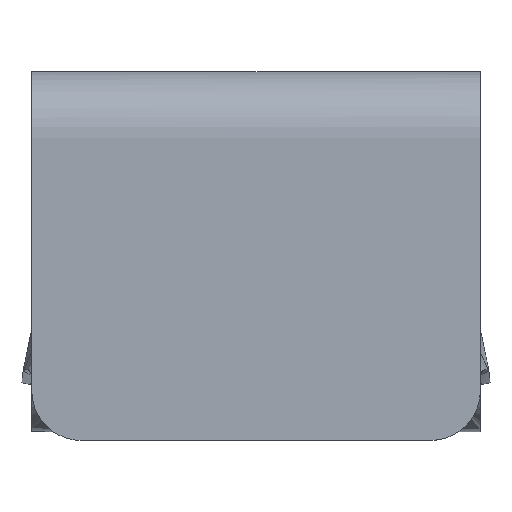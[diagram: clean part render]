
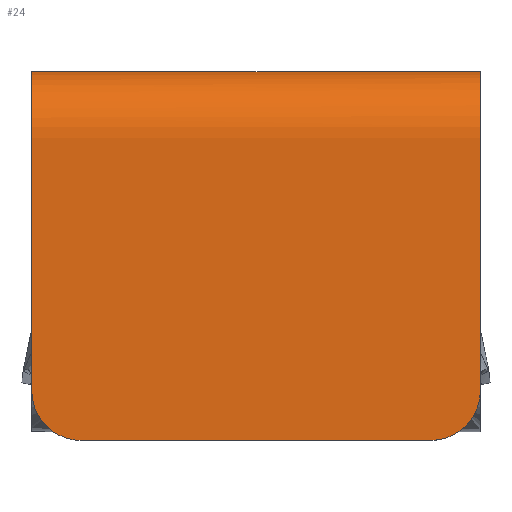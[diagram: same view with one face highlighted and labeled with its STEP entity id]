
A CAD part, top view. The second image highlights one B-rep face of the part: STEP entity #24.
In plain terms, the highlighted free-form (B-spline) face has degree [2, 1] with [13, 2] control points.
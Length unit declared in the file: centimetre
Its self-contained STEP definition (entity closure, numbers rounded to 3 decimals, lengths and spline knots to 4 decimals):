
#24=ADVANCED_FACE($,(#59),#475,.T.);
#59=FACE_OUTER_BOUND($,#94,.T.);
#94=EDGE_LOOP($,(#159,#160,#161,#162,#163,#164,#165,#166,#167,#168,#169,
#170));
#159=ORIENTED_EDGE($,*,*,#328,.T.);
#160=ORIENTED_EDGE($,*,*,#306,.T.);
#161=ORIENTED_EDGE($,*,*,#314,.T.);
#162=ORIENTED_EDGE($,*,*,#326,.T.);
#163=ORIENTED_EDGE($,*,*,#324,.T.);
#164=ORIENTED_EDGE($,*,*,#360,.F.);
#165=ORIENTED_EDGE($,*,*,#359,.F.);
#166=ORIENTED_EDGE($,*,*,#331,.T.);
#167=ORIENTED_EDGE($,*,*,#320,.T.);
#168=ORIENTED_EDGE($,*,*,#317,.T.);
#169=ORIENTED_EDGE($,*,*,#311,.T.);
#170=ORIENTED_EDGE($,*,*,#302,.T.);
#302=EDGE_CURVE($,#395,#393,#541,.T.);
#306=EDGE_CURVE($,#399,#398,#545,.T.);
#311=EDGE_CURVE($,#401,#395,#549,.T.);
#314=EDGE_CURVE($,#398,#403,#551,.T.);
#317=EDGE_CURVE($,#405,#401,#553,.T.);
#320=EDGE_CURVE($,#407,#405,#555,.T.);
#324=EDGE_CURVE($,#411,#408,#557,.T.);
#326=EDGE_CURVE($,#403,#411,#558,.T.);
#328=EDGE_CURVE($,#393,#399,#493,.T.);
#331=EDGE_CURVE($,#412,#407,#559,.T.);
#359=EDGE_CURVE($,#412,#437,#521,.T.);
#360=EDGE_CURVE($,#437,#408,#522,.T.);
#393=VERTEX_POINT($,#1872);
#395=VERTEX_POINT($,#1874);
#398=VERTEX_POINT($,#1877);
#399=VERTEX_POINT($,#1878);
#401=VERTEX_POINT($,#1880);
#403=VERTEX_POINT($,#1882);
#405=VERTEX_POINT($,#1884);
#407=VERTEX_POINT($,#1886);
#408=VERTEX_POINT($,#1887);
#411=VERTEX_POINT($,#1890);
#412=VERTEX_POINT($,#1891);
#437=VERTEX_POINT($,#1916);
#475=(
BOUNDED_SURFACE()
B_SPLINE_SURFACE(2,1,((#1340,#1341),(#1342,#1343),(#1344,#1345),(#1346,#1347),
(#1348,#1349),(#1350,#1351),(#1352,#1353),(#1354,#1355),(#1356,#1357),(#1358,
#1359),(#1360,#1361),(#1362,#1363),(#1364,#1365)),.UNSPECIFIED.,.F.,.F.,
.F.)
B_SPLINE_SURFACE_WITH_KNOTS((3,2,2,2,2,2,3),(2,2),(0.,363.8294,491.7773,
619.7252,891.2392,972.6034,1053.9676),(-0.0498,
49.8731),.UNSPECIFIED.)
GEOMETRIC_REPRESENTATION_ITEM()
RATIONAL_B_SPLINE_SURFACE(((1.,1.),(1.,1.),(1.,1.),(0.707,0.707),
(1.,1.),(0.707,0.707),(1.,1.),(1.,1.),(1.,1.),(0.838,
0.838),(1.,1.),(0.838,0.838),(1.,1.)))
REPRESENTATION_ITEM($)
SURFACE()
);
#493=B_SPLINE_CURVE_WITH_KNOTS($,1,(#811,#812),.UNSPECIFIED.,.F.,.F.,(2,
2),(-44.3233,-5.5),.UNSPECIFIED.);
#521=B_SPLINE_CURVE_WITH_KNOTS($,1,(#973,#974),.UNSPECIFIED.,.F.,.F.,(2,
2),(-249.1162,0.),.UNSPECIFIED.);
#522=B_SPLINE_CURVE_WITH_KNOTS($,1,(#975,#976),.UNSPECIFIED.,.F.,.F.,(2,
2),(0.,249.1162),.UNSPECIFIED.);
#541=(
BOUNDED_CURVE()
B_SPLINE_CURVE(2,(#679,#680,#681),.UNSPECIFIED.,.F.,.F.)
B_SPLINE_CURVE_WITH_KNOTS((3,3),(0.,1.),.UNSPECIFIED.)
CURVE()
GEOMETRIC_REPRESENTATION_ITEM()
RATIONAL_B_SPLINE_CURVE((1.,0.707,1.))
REPRESENTATION_ITEM($)
);
#545=(
BOUNDED_CURVE()
B_SPLINE_CURVE(2,(#693,#694,#695),.UNSPECIFIED.,.F.,.F.)
B_SPLINE_CURVE_WITH_KNOTS((3,3),(-1.,0.),.UNSPECIFIED.)
CURVE()
GEOMETRIC_REPRESENTATION_ITEM()
RATIONAL_B_SPLINE_CURVE((1.,0.707,1.))
REPRESENTATION_ITEM($)
);
#549=(
BOUNDED_CURVE()
B_SPLINE_CURVE(2,(#718,#719,#720,#721,#722),.UNSPECIFIED.,.F.,.F.)
B_SPLINE_CURVE_WITH_KNOTS((3,2,3),(-491.7773,-363.8294,-59.7331),
.UNSPECIFIED.)
CURVE()
GEOMETRIC_REPRESENTATION_ITEM()
RATIONAL_B_SPLINE_CURVE((1.,0.707,1.,1.,1.))
REPRESENTATION_ITEM($)
);
#551=(
BOUNDED_CURVE()
B_SPLINE_CURVE(2,(#737,#738,#739,#740,#741),.UNSPECIFIED.,.F.,.F.)
B_SPLINE_CURVE_WITH_KNOTS((3,2,3),(59.7331,363.8294,491.7773),
.UNSPECIFIED.)
CURVE()
GEOMETRIC_REPRESENTATION_ITEM()
RATIONAL_B_SPLINE_CURVE((1.,1.,1.,0.707,1.))
REPRESENTATION_ITEM($)
);
#553=(
BOUNDED_CURVE()
B_SPLINE_CURVE(2,(#755,#756,#757,#758,#759),.UNSPECIFIED.,.F.,.F.)
B_SPLINE_CURVE_WITH_KNOTS((3,2,3),(-891.2392,-619.7252,-491.7773),
.UNSPECIFIED.)
CURVE()
GEOMETRIC_REPRESENTATION_ITEM()
RATIONAL_B_SPLINE_CURVE((1.,1.,1.,0.707,1.))
REPRESENTATION_ITEM($)
);
#555=(
BOUNDED_CURVE()
B_SPLINE_CURVE(2,(#767,#768,#769),.UNSPECIFIED.,.F.,.F.)
B_SPLINE_CURVE_WITH_KNOTS((3,3),(-972.6034,-891.2392),.UNSPECIFIED.)
CURVE()
GEOMETRIC_REPRESENTATION_ITEM()
RATIONAL_B_SPLINE_CURVE((1.,0.838,1.))
REPRESENTATION_ITEM($)
);
#557=(
BOUNDED_CURVE()
B_SPLINE_CURVE(2,(#781,#782,#783),.UNSPECIFIED.,.F.,.F.)
B_SPLINE_CURVE_WITH_KNOTS((3,3),(972.6034,1053.9676),.UNSPECIFIED.)
CURVE()
GEOMETRIC_REPRESENTATION_ITEM()
RATIONAL_B_SPLINE_CURVE((1.,0.838,1.))
REPRESENTATION_ITEM($)
);
#558=(
BOUNDED_CURVE()
B_SPLINE_CURVE(2,(#800,#801,#802,#803,#804,#805,#806),.UNSPECIFIED.,.F.,
.F.)
B_SPLINE_CURVE_WITH_KNOTS((3,2,2,3),(491.7773,619.7252,891.2392,
972.6034),.UNSPECIFIED.)
CURVE()
GEOMETRIC_REPRESENTATION_ITEM()
RATIONAL_B_SPLINE_CURVE((1.,0.707,1.,1.,1.,0.838,
1.))
REPRESENTATION_ITEM($)
);
#559=(
BOUNDED_CURVE()
B_SPLINE_CURVE(2,(#822,#823,#824),.UNSPECIFIED.,.F.,.F.)
B_SPLINE_CURVE_WITH_KNOTS((3,3),(-1053.9676,-972.6034),.UNSPECIFIED.)
CURVE()
GEOMETRIC_REPRESENTATION_ITEM()
RATIONAL_B_SPLINE_CURVE((1.,0.838,1.))
REPRESENTATION_ITEM($)
);
#679=CARTESIAN_POINT($,(0.7857,4.9866,60.0264));
#680=CARTESIAN_POINT($,(0.7857,-0.5134,60.0264));
#681=CARTESIAN_POINT($,(6.2857,-0.5134,60.0264));
#693=CARTESIAN_POINT($,(45.109,-0.5134,60.0264));
#694=CARTESIAN_POINT($,(50.609,-0.5134,60.0264));
#695=CARTESIAN_POINT($,(50.609,4.9866,60.0264));
#718=CARTESIAN_POINT($,(0.7857,40.4866,52.5264));
#719=CARTESIAN_POINT($,(0.7857,40.4866,60.0264));
#720=CARTESIAN_POINT($,(0.7857,32.9866,60.0264));
#721=CARTESIAN_POINT($,(0.7857,18.9866,60.0264));
#722=CARTESIAN_POINT($,(0.7857,4.9866,60.0264));
#737=CARTESIAN_POINT($,(50.609,4.9866,60.0264));
#738=CARTESIAN_POINT($,(50.609,18.9866,60.0264));
#739=CARTESIAN_POINT($,(50.609,32.9866,60.0264));
#740=CARTESIAN_POINT($,(50.609,40.4866,60.0264));
#741=CARTESIAN_POINT($,(50.609,40.4866,52.5264));
#755=CARTESIAN_POINT($,(0.7857,7.9866,45.0264));
#756=CARTESIAN_POINT($,(0.7857,20.4866,45.0264));
#757=CARTESIAN_POINT($,(0.7857,32.9866,45.0264));
#758=CARTESIAN_POINT($,(0.7857,40.4866,45.0264));
#759=CARTESIAN_POINT($,(0.7857,40.4866,52.5264));
#767=CARTESIAN_POINT($,(0.7857,2.0469,41.1663));
#768=CARTESIAN_POINT($,(0.7857,3.7625,45.0264));
#769=CARTESIAN_POINT($,(0.7857,7.9866,45.0264));
#781=CARTESIAN_POINT($,(50.609,2.0469,41.1663));
#782=CARTESIAN_POINT($,(50.609,0.3313,37.3062));
#783=CARTESIAN_POINT($,(50.609,3.1619,34.1707));
#800=CARTESIAN_POINT($,(50.609,40.4866,52.5264));
#801=CARTESIAN_POINT($,(50.609,40.4866,45.0264));
#802=CARTESIAN_POINT($,(50.609,32.9866,45.0264));
#803=CARTESIAN_POINT($,(50.609,20.4866,45.0264));
#804=CARTESIAN_POINT($,(50.609,7.9866,45.0264));
#805=CARTESIAN_POINT($,(50.609,3.7625,45.0264));
#806=CARTESIAN_POINT($,(50.609,2.0469,41.1663));
#811=CARTESIAN_POINT($,(6.2857,-0.5134,60.0264));
#812=CARTESIAN_POINT($,(45.109,-0.5134,60.0264));
#822=CARTESIAN_POINT($,(0.7857,3.1619,34.1707));
#823=CARTESIAN_POINT($,(0.7857,0.3313,37.3062));
#824=CARTESIAN_POINT($,(0.7857,2.0469,41.1663));
#973=CARTESIAN_POINT($,(0.7857,3.1619,34.1707));
#974=CARTESIAN_POINT($,(25.6973,3.1619,34.1707));
#975=CARTESIAN_POINT($,(25.6973,3.1619,34.1707));
#976=CARTESIAN_POINT($,(50.609,3.1619,34.1707));
#1340=CARTESIAN_POINT($,(50.6588,-0.5134,60.0264));
#1341=CARTESIAN_POINT($,(0.7359,-0.5134,60.0264));
#1342=CARTESIAN_POINT($,(50.6588,16.2366,60.0264));
#1343=CARTESIAN_POINT($,(0.7359,16.2366,60.0264));
#1344=CARTESIAN_POINT($,(50.6588,32.9866,60.0264));
#1345=CARTESIAN_POINT($,(0.7359,32.9866,60.0264));
#1346=CARTESIAN_POINT($,(50.6588,40.4866,60.0264));
#1347=CARTESIAN_POINT($,(0.7359,40.4866,60.0264));
#1348=CARTESIAN_POINT($,(50.6588,40.4866,52.5264));
#1349=CARTESIAN_POINT($,(0.7359,40.4866,52.5264));
#1350=CARTESIAN_POINT($,(50.6588,40.4866,45.0264));
#1351=CARTESIAN_POINT($,(0.7359,40.4866,45.0264));
#1352=CARTESIAN_POINT($,(50.6588,32.9866,45.0264));
#1353=CARTESIAN_POINT($,(0.7359,32.9866,45.0264));
#1354=CARTESIAN_POINT($,(50.6588,20.4866,45.0264));
#1355=CARTESIAN_POINT($,(0.7359,20.4866,45.0264));
#1356=CARTESIAN_POINT($,(50.6588,7.9866,45.0264));
#1357=CARTESIAN_POINT($,(0.7359,7.9866,45.0264));
#1358=CARTESIAN_POINT($,(50.6588,3.7625,45.0264));
#1359=CARTESIAN_POINT($,(0.7359,3.7625,45.0264));
#1360=CARTESIAN_POINT($,(50.6588,2.0469,41.1663));
#1361=CARTESIAN_POINT($,(0.7359,2.0469,41.1663));
#1362=CARTESIAN_POINT($,(50.6588,0.3313,37.3062));
#1363=CARTESIAN_POINT($,(0.7359,0.3313,37.3062));
#1364=CARTESIAN_POINT($,(50.6588,3.1619,34.1707));
#1365=CARTESIAN_POINT($,(0.7359,3.1619,34.1707));
#1872=CARTESIAN_POINT($,(6.2857,-0.5134,60.0264));
#1874=CARTESIAN_POINT($,(0.7857,4.9866,60.0264));
#1877=CARTESIAN_POINT($,(50.609,4.9866,60.0264));
#1878=CARTESIAN_POINT($,(45.109,-0.5134,60.0264));
#1880=CARTESIAN_POINT($,(0.7857,40.4866,52.5264));
#1882=CARTESIAN_POINT($,(50.609,40.4866,52.5264));
#1884=CARTESIAN_POINT($,(0.7857,7.9866,45.0264));
#1886=CARTESIAN_POINT($,(0.7857,2.0469,41.1663));
#1887=CARTESIAN_POINT($,(50.609,3.1619,34.1707));
#1890=CARTESIAN_POINT($,(50.609,2.0469,41.1663));
#1891=CARTESIAN_POINT($,(0.7857,3.1619,34.1707));
#1916=CARTESIAN_POINT($,(25.6973,3.1619,34.1707));
